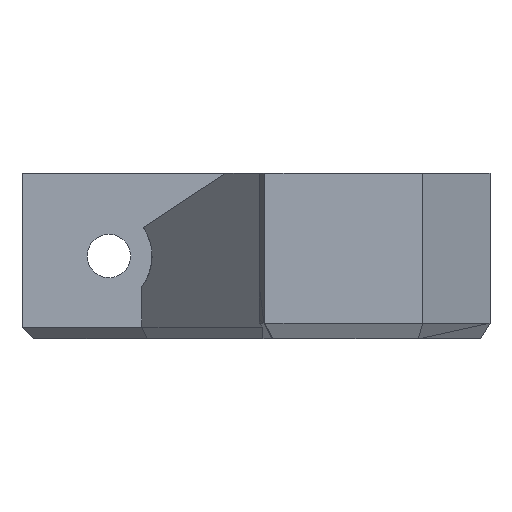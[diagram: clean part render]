
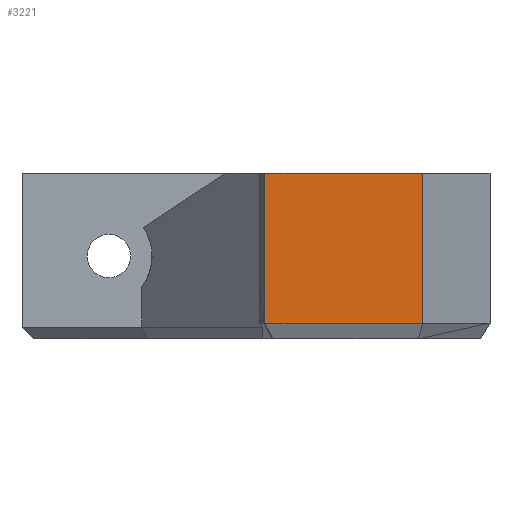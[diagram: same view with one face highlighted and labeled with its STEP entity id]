
A CAD part, front view. The second image highlights one B-rep face of the part: STEP entity #3221.
In plain terms, the highlighted planar face has unit normal (0, -1, 0).
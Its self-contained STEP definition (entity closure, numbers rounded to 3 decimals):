
#2110=CARTESIAN_POINT('',(46.239,0.0,2.));
#2111=VERTEX_POINT('',#2110);
#2459=CARTESIAN_POINT('',(66.239,0.0,2.));
#2460=VERTEX_POINT('',#2459);
#2467=CARTESIAN_POINT('',(46.239,0.0,2.));
#2468=DIRECTION('',(1.0,0.0,0.0));
#2469=VECTOR('',#2468,20.0);
#2470=LINE('',#2467,#2469);
#2471=EDGE_CURVE('',#2111,#2460,#2470,.T.);
#3191=CARTESIAN_POINT('',(46.239,0.0,2.));
#3192=DIRECTION('',(0.0,-1.0,0.0));
#3193=DIRECTION('',(0.0,0.0,-1.0));
#3194=AXIS2_PLACEMENT_3D('',#3191,#3192,#3193);
#3195=PLANE('',#3194);
#3196=ORIENTED_EDGE('',*,*,#2471,.T.);
#3197=CARTESIAN_POINT('',(66.239,0.0,21.));
#3198=VERTEX_POINT('',#3197);
#3199=CARTESIAN_POINT('',(66.239,0.0,2.));
#3200=DIRECTION('',(0.0,0.0,1.0));
#3201=VECTOR('',#3200,19.);
#3202=LINE('',#3199,#3201);
#3203=EDGE_CURVE('',#2460,#3198,#3202,.T.);
#3204=ORIENTED_EDGE('',*,*,#3203,.T.);
#3205=CARTESIAN_POINT('',(46.239,0.0,21.));
#3206=VERTEX_POINT('',#3205);
#3207=CARTESIAN_POINT('',(46.239,0.0,21.));
#3208=DIRECTION('',(1.0,0.0,0.0));
#3209=VECTOR('',#3208,20.0);
#3210=LINE('',#3207,#3209);
#3211=EDGE_CURVE('',#3206,#3198,#3210,.T.);
#3212=ORIENTED_EDGE('',*,*,#3211,.F.);
#3213=CARTESIAN_POINT('',(46.239,0.0,2.));
#3214=DIRECTION('',(0.0,0.0,1.0));
#3215=VECTOR('',#3214,19.);
#3216=LINE('',#3213,#3215);
#3217=EDGE_CURVE('',#2111,#3206,#3216,.T.);
#3218=ORIENTED_EDGE('',*,*,#3217,.F.);
#3219=EDGE_LOOP('',(#3196,#3204,#3212,#3218));
#3220=FACE_OUTER_BOUND('',#3219,.T.);
#3221=ADVANCED_FACE('',(#3220),#3195,.T.);
